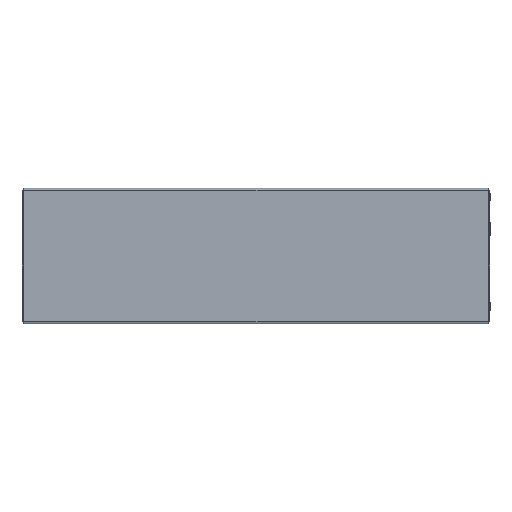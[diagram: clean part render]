
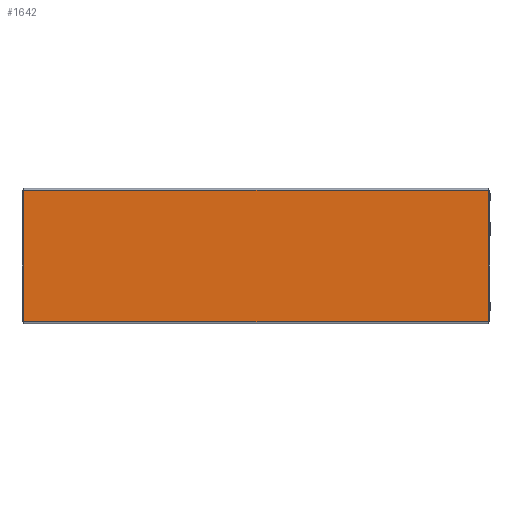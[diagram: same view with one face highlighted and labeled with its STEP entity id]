
A CAD part, top view. The second image highlights one B-rep face of the part: STEP entity #1642.
In plain terms, the highlighted planar face has unit normal (0, 0, 1).
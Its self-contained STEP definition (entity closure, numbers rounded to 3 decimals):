
#8 = EDGE_CURVE ( 'NONE', #2219, #468, #242, .T. ) ;
#44 = FACE_OUTER_BOUND ( 'NONE', #1136, .T. ) ;
#72 = VECTOR ( 'NONE', #1402, 1000. ) ;
#122 = CARTESIAN_POINT ( 'NONE',  ( -319.8, 90.8, 0. ) ) ;
#157 = DIRECTION ( 'NONE',  ( 0., 1., 0. ) ) ;
#242 = LINE ( 'NONE', #520, #1054 ) ;
#339 = LINE ( 'NONE', #2162, #2102 ) ;
#412 = VERTEX_POINT ( 'NONE', #595 ) ;
#420 = DIRECTION ( 'NONE',  ( 1., 0., 0. ) ) ;
#440 = DIRECTION ( 'NONE',  ( -1., 0., 0. ) ) ;
#468 = VERTEX_POINT ( 'NONE', #122 ) ;
#494 = CARTESIAN_POINT ( 'NONE',  ( 322., -90.8, 0. ) ) ;
#520 = CARTESIAN_POINT ( 'NONE',  ( -319.8, -90.8, 0. ) ) ;
#595 = CARTESIAN_POINT ( 'NONE',  ( 319.8, -90.8, 0. ) ) ;
#624 = ORIENTED_EDGE ( 'NONE', *, *, #8, .F. ) ;
#817 = DIRECTION ( 'NONE',  ( 0., -1., 0. ) ) ;
#838 = ORIENTED_EDGE ( 'NONE', *, *, #1343, .F. ) ;
#1010 = EDGE_CURVE ( 'NONE', #2219, #412, #1391, .T. ) ;
#1054 = VECTOR ( 'NONE', #157, 1000. ) ;
#1136 = EDGE_LOOP ( 'NONE', ( #1186, #838, #1330, #624 ) ) ;
#1186 = ORIENTED_EDGE ( 'NONE', *, *, #1010, .T. ) ;
#1216 = VERTEX_POINT ( 'NONE', #1939 ) ;
#1231 = LINE ( 'NONE', #2061, #1334 ) ;
#1232 = EDGE_CURVE ( 'NONE', #1216, #468, #339, .T. ) ;
#1330 = ORIENTED_EDGE ( 'NONE', *, *, #1232, .T. ) ;
#1334 = VECTOR ( 'NONE', #817, 1000. ) ;
#1343 = EDGE_CURVE ( 'NONE', #1216, #412, #1231, .T. ) ;
#1391 = LINE ( 'NONE', #494, #72 ) ;
#1402 = DIRECTION ( 'NONE',  ( 1., 0., 0. ) ) ;
#1473 = DIRECTION ( 'NONE',  ( 0., 0., 1. ) ) ;
#1642 = ADVANCED_FACE ( 'NONE', ( #44 ), #1975, .T. ) ;
#1703 = CARTESIAN_POINT ( 'NONE',  ( -319.8, -90.8, 0. ) ) ;
#1860 = AXIS2_PLACEMENT_3D ( 'NONE', #2139, #1473, #420 ) ;
#1939 = CARTESIAN_POINT ( 'NONE',  ( 319.8, 90.8, 0. ) ) ;
#1975 = PLANE ( 'NONE',  #1860 ) ;
#2061 = CARTESIAN_POINT ( 'NONE',  ( 319.8, 90.8, 0. ) ) ;
#2102 = VECTOR ( 'NONE', #440, 1000. ) ;
#2139 = CARTESIAN_POINT ( 'NONE',  ( 0., 0., 0. ) ) ;
#2162 = CARTESIAN_POINT ( 'NONE',  ( 322., 90.8, 0. ) ) ;
#2219 = VERTEX_POINT ( 'NONE', #1703 ) ;
